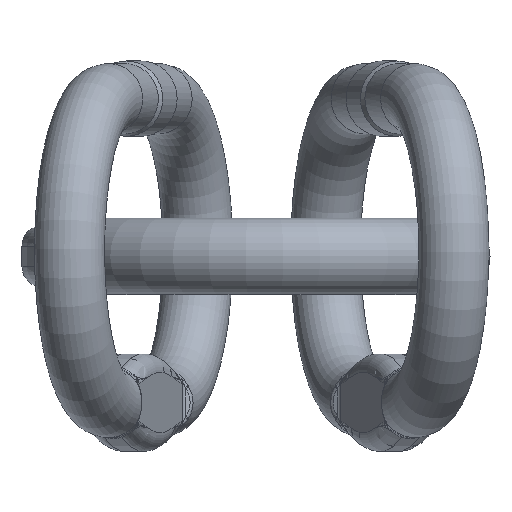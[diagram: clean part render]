
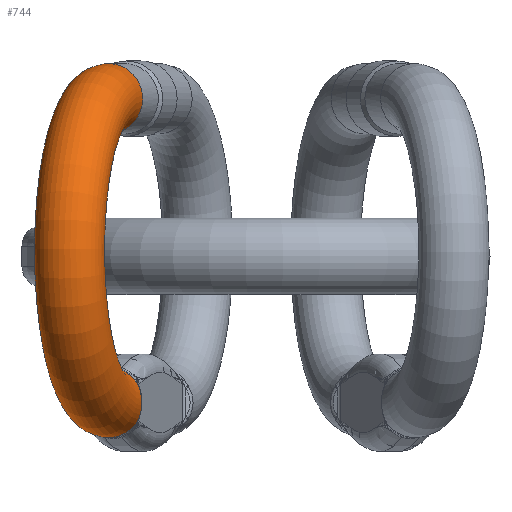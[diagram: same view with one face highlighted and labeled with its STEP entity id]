
A CAD part, front view. The second image highlights one B-rep face of the part: STEP entity #744.
In plain terms, the highlighted toroidal (fillet/blend) face has major radius 71.5 mm and minor radius 16.5 mm.
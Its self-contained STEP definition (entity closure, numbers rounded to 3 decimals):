
#247=TOROIDAL_SURFACE('',#6697,71.5,16.5);
#744=ADVANCED_FACE('',(#1950,#1951),#247,.T.);
#1294=CIRCLE('',#6692,16.5);
#1295=CIRCLE('',#6695,16.5);
#1296=CIRCLE('',#6696,16.5);
#1487=B_SPLINE_CURVE_WITH_KNOTS('',3,(#8795,#8796,#8797,#8798,#8799,#8800),
 .UNSPECIFIED.,.F.,.F.,(4,2,4),(0.,0.5,1.),.UNSPECIFIED.);
#1488=B_SPLINE_CURVE_WITH_KNOTS('',3,(#8804,#8805,#8806,#8807,#8808,#8809),
 .UNSPECIFIED.,.F.,.F.,(4,2,4),(0.,0.5,1.),.UNSPECIFIED.);
#1950=FACE_BOUND('',#2036,.T.);
#1951=FACE_BOUND('',#2037,.T.);
#2036=EDGE_LOOP('',(#2566));
#2037=EDGE_LOOP('',(#2567,#2568,#2569,#2570));
#2566=ORIENTED_EDGE('',*,*,#5074,.F.);
#2567=ORIENTED_EDGE('',*,*,#5075,.T.);
#2568=ORIENTED_EDGE('',*,*,#5076,.T.);
#2569=ORIENTED_EDGE('',*,*,#5077,.T.);
#2570=ORIENTED_EDGE('',*,*,#5072,.T.);
#4474=VERTEX_POINT('',#8788);
#4475=VERTEX_POINT('',#8790);
#4476=VERTEX_POINT('',#8794);
#4477=VERTEX_POINT('',#8801);
#4478=VERTEX_POINT('',#8803);
#5072=EDGE_CURVE('',#4475,#4474,#1294,.T.);
#5074=EDGE_CURVE('',#4476,#4476,#1295,.T.);
#5075=EDGE_CURVE('',#4474,#4477,#1487,.T.);
#5076=EDGE_CURVE('',#4477,#4478,#1296,.T.);
#5077=EDGE_CURVE('',#4478,#4475,#1488,.T.);
#6692=AXIS2_PLACEMENT_3D('',#8789,#7174,#7175);
#6695=AXIS2_PLACEMENT_3D('',#8793,#7180,#7181);
#6696=AXIS2_PLACEMENT_3D('',#8802,#7182,#7183);
#6697=AXIS2_PLACEMENT_3D('',#8810,#7184,#7185);
#7174=DIRECTION('',(-0.259,-0.966,0.));
#7175=DIRECTION('',(-0.966,0.259,0.));
#7180=DIRECTION('',(0.259,0.966,0.));
#7181=DIRECTION('',(-0.966,0.259,0.));
#7182=DIRECTION('',(-0.259,-0.966,0.));
#7183=DIRECTION('',(-0.966,0.259,0.));
#7184=DIRECTION('',(-0.966,0.259,0.));
#7185=DIRECTION('',(0.,0.,1.));
#8788=CARTESIAN_POINT('',(-86.073,-255.109,-60.987));
#8789=CARTESIAN_POINT('',(-72.045,-258.868,-68.819));
#8790=CARTESIAN_POINT('',(-58.017,-262.627,-60.987));
#8793=CARTESIAN_POINT('',(-72.045,-258.868,74.181));
#8794=CARTESIAN_POINT('',(-87.983,-254.598,74.181));
#8795=CARTESIAN_POINT('',(-86.073,-255.109,-60.987));
#8796=CARTESIAN_POINT('',(-87.533,-255.75,-63.296));
#8797=CARTESIAN_POINT('',(-88.404,-256.152,-66.018));
#8798=CARTESIAN_POINT('',(-88.399,-256.169,-71.638));
#8799=CARTESIAN_POINT('',(-87.536,-255.786,-74.354));
#8800=CARTESIAN_POINT('',(-86.073,-255.109,-76.65));
#8801=CARTESIAN_POINT('',(-86.073,-255.109,-76.65));
#8802=CARTESIAN_POINT('',(-72.045,-258.868,-68.819));
#8803=CARTESIAN_POINT('',(-58.017,-262.627,-76.65));
#8804=CARTESIAN_POINT('',(-58.017,-262.627,-76.65));
#8805=CARTESIAN_POINT('',(-57.087,-263.944,-74.353));
#8806=CARTESIAN_POINT('',(-56.53,-264.71,-71.622));
#8807=CARTESIAN_POINT('',(-56.521,-264.692,-66.003));
#8808=CARTESIAN_POINT('',(-57.072,-263.911,-63.295));
#8809=CARTESIAN_POINT('',(-58.017,-262.627,-60.987));
#8810=CARTESIAN_POINT('',(-72.045,-258.868,2.681));
